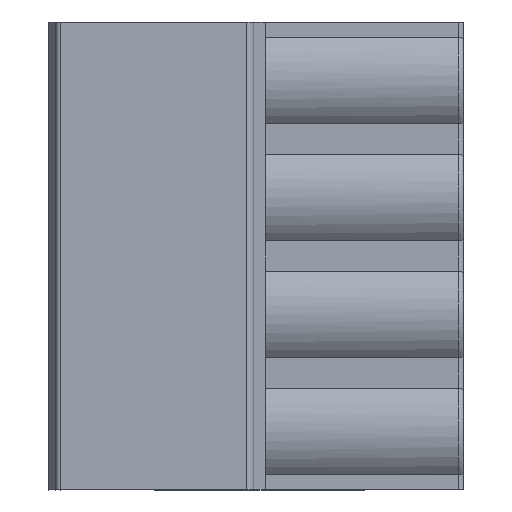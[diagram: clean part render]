
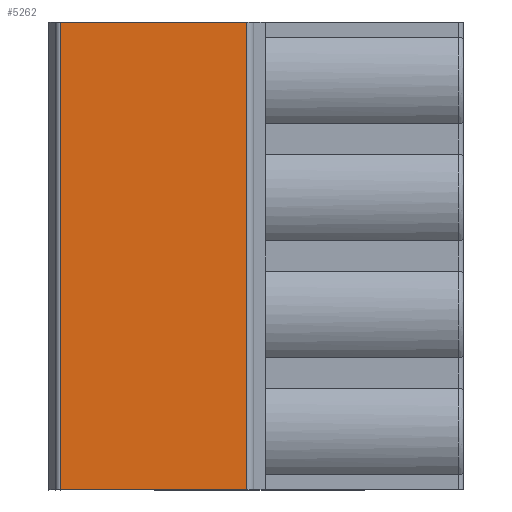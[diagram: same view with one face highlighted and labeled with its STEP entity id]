
A CAD part, front view. The second image highlights one B-rep face of the part: STEP entity #5262.
In plain terms, the highlighted planar face has unit normal (0, -1, 0).
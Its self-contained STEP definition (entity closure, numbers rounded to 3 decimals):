
#109 = LINE ( 'NONE', #5180, #4994 ) ;
#123 = DIRECTION ( 'NONE',  ( 1., 0., 0. ) ) ;
#473 = EDGE_CURVE ( 'NONE', #1237, #5696, #109, .T. ) ;
#554 = ORIENTED_EDGE ( 'NONE', *, *, #1579, .T. ) ;
#1015 = ORIENTED_EDGE ( 'NONE', *, *, #1367, .T. ) ;
#1237 = VERTEX_POINT ( 'NONE', #5765 ) ;
#1244 = LINE ( 'NONE', #2288, #5812 ) ;
#1367 = EDGE_CURVE ( 'NONE', #3465, #6481, #4710, .T. ) ;
#1382 = DIRECTION ( 'NONE',  ( 0., 0., 1. ) ) ;
#1579 = EDGE_CURVE ( 'NONE', #1237, #3465, #4692, .T. ) ;
#1602 = CARTESIAN_POINT ( 'NONE',  ( 0., 0., -2.54 ) ) ;
#1773 = EDGE_CURVE ( 'NONE', #6481, #5696, #1244, .T. ) ;
#1831 = CARTESIAN_POINT ( 'NONE',  ( 8.4, 0., -2.54 ) ) ;
#2060 = DIRECTION ( 'NONE',  ( 0., 0., -1. ) ) ;
#2124 = DIRECTION ( 'NONE',  ( 1., 0., 0. ) ) ;
#2232 = CARTESIAN_POINT ( 'NONE',  ( 8.1, 0., -2.54 ) ) ;
#2288 = CARTESIAN_POINT ( 'NONE',  ( 8.1, 0., 22.86 ) ) ;
#2521 = DIRECTION ( 'NONE',  ( 0., 0., -1. ) ) ;
#2964 = VECTOR ( 'NONE', #123, 1000. ) ;
#3042 = ORIENTED_EDGE ( 'NONE', *, *, #473, .F. ) ;
#3051 = FACE_OUTER_BOUND ( 'NONE', #6080, .T. ) ;
#3120 = PLANE ( 'NONE',  #5549 ) ;
#3465 = VERTEX_POINT ( 'NONE', #1602 ) ;
#3670 = CARTESIAN_POINT ( 'NONE',  ( 0., 0., 22.86 ) ) ;
#3765 = ORIENTED_EDGE ( 'NONE', *, *, #1773, .T. ) ;
#4185 = CARTESIAN_POINT ( 'NONE',  ( 8.1, 0., 17.78 ) ) ;
#4692 = LINE ( 'NONE', #3670, #4867 ) ;
#4710 = LINE ( 'NONE', #1831, #2964 ) ;
#4867 = VECTOR ( 'NONE', #2060, 1000. ) ;
#4994 = VECTOR ( 'NONE', #2124, 1000. ) ;
#5074 = CARTESIAN_POINT ( 'NONE',  ( 8.4, 0., 22.86 ) ) ;
#5180 = CARTESIAN_POINT ( 'NONE',  ( 8.4, 0., 17.78 ) ) ;
#5262 = ADVANCED_FACE ( 'NONE', ( #3051 ), #3120, .T. ) ;
#5549 = AXIS2_PLACEMENT_3D ( 'NONE', #5074, #6062, #2521 ) ;
#5696 = VERTEX_POINT ( 'NONE', #4185 ) ;
#5765 = CARTESIAN_POINT ( 'NONE',  ( 0., 0., 17.78 ) ) ;
#5812 = VECTOR ( 'NONE', #1382, 1000. ) ;
#6062 = DIRECTION ( 'NONE',  ( 0., -1., 0. ) ) ;
#6080 = EDGE_LOOP ( 'NONE', ( #3765, #3042, #554, #1015 ) ) ;
#6481 = VERTEX_POINT ( 'NONE', #2232 ) ;
